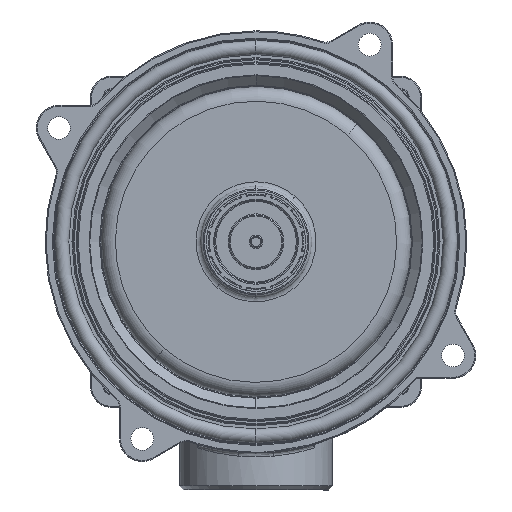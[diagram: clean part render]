
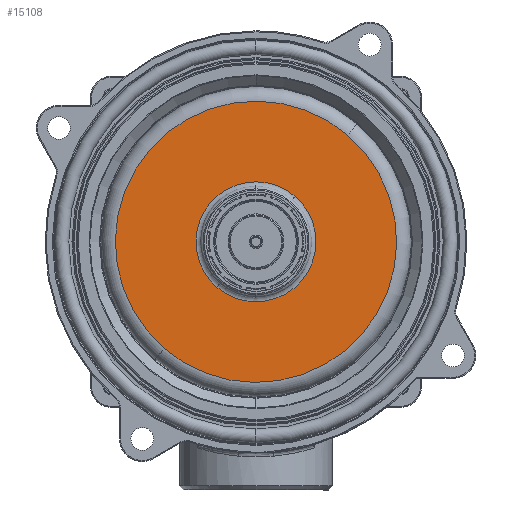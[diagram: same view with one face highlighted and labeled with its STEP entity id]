
A CAD part, front view. The second image highlights one B-rep face of the part: STEP entity #15108.
In plain terms, the highlighted planar face has unit normal (0, -1, 0).
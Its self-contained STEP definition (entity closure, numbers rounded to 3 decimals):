
#401=PLANE('',#17283);
#7125=ORIENTED_EDGE('',*,*,#9401,.F.);
#7126=ORIENTED_EDGE('',*,*,#9402,.F.);
#7127=ORIENTED_EDGE('',*,*,#9403,.T.);
#7128=ORIENTED_EDGE('',*,*,#9400,.T.);
#9400=EDGE_CURVE('',#10717,#10718,#11816,.T.);
#9401=EDGE_CURVE('',#10719,#10720,#11817,.T.);
#9402=EDGE_CURVE('',#10720,#10719,#11818,.T.);
#9403=EDGE_CURVE('',#10718,#10717,#11819,.T.);
#10717=VERTEX_POINT('',#32238);
#10718=VERTEX_POINT('',#32240);
#10719=VERTEX_POINT('',#32244);
#10720=VERTEX_POINT('',#32245);
#11816=CIRCLE('',#17282,68.);
#11817=CIRCLE('',#17284,29.);
#11818=CIRCLE('',#17285,29.);
#11819=CIRCLE('',#17286,68.);
#12828=EDGE_LOOP('',(#7125,#7126));
#12829=EDGE_LOOP('',(#7127,#7128));
#13844=FACE_BOUND('',#12828,.T.);
#13845=FACE_BOUND('',#12829,.T.);
#15108=ADVANCED_FACE('',(#13844,#13845),#401,.T.);
#17282=AXIS2_PLACEMENT_3D('',#32241,#22221,#22222);
#17283=AXIS2_PLACEMENT_3D('',#32242,#22223,#22224);
#17284=AXIS2_PLACEMENT_3D('',#32243,#22225,#22226);
#17285=AXIS2_PLACEMENT_3D('',#32246,#22227,#22228);
#17286=AXIS2_PLACEMENT_3D('',#32247,#22229,#22230);
#22221=DIRECTION('',(0.,-1.,0.));
#22222=DIRECTION('',(0.,0.,-1.));
#22223=DIRECTION('',(0.,-1.,0.));
#22224=DIRECTION('',(0.,0.,-1.));
#22225=DIRECTION('',(0.,-1.,0.));
#22226=DIRECTION('',(0.,0.,-1.));
#22227=DIRECTION('',(0.,-1.,0.));
#22228=DIRECTION('',(0.,0.,-1.));
#22229=DIRECTION('',(0.,-1.,0.));
#22230=DIRECTION('',(0.,0.,-1.));
#32238=CARTESIAN_POINT('',(0.,10.,68.));
#32240=CARTESIAN_POINT('',(0.,10.,-68.));
#32241=CARTESIAN_POINT('',(0.,10.,0.));
#32242=CARTESIAN_POINT('',(68.,10.,0.));
#32243=CARTESIAN_POINT('',(0.,10.,0.));
#32244=CARTESIAN_POINT('',(0.,10.,-29.));
#32245=CARTESIAN_POINT('',(0.,10.,29.));
#32246=CARTESIAN_POINT('',(0.,10.,0.));
#32247=CARTESIAN_POINT('',(0.,10.,0.));
